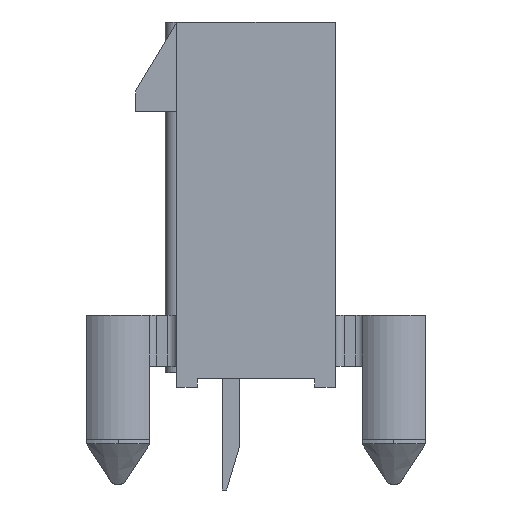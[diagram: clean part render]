
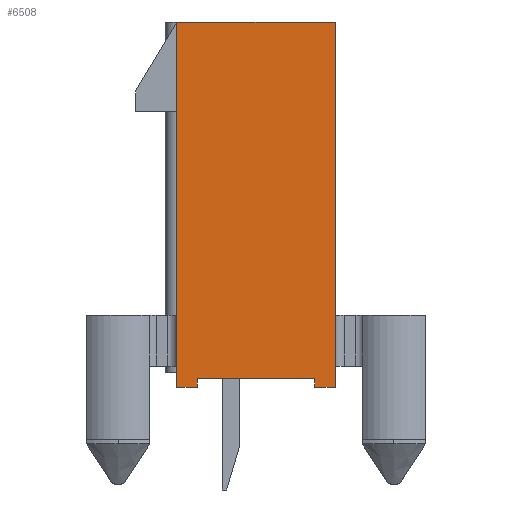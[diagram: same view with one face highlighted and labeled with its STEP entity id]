
A CAD part, left-side view. The second image highlights one B-rep face of the part: STEP entity #6508.
In plain terms, the highlighted planar face has unit normal (-1, 0, 0).
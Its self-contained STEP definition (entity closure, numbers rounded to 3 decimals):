
#258 = ORIENTED_EDGE ( 'NONE', *, *, #2339, .F. ) ;
#1094 = VERTEX_POINT ( 'NONE', #15060 ) ;
#1106 = EDGE_LOOP ( 'NONE', ( #4344, #4802, #5423, #9158, #258, #15428, #10140, #4493 ) ) ;
#1235 = DIRECTION ( 'NONE',  ( 0., 1., 0. ) ) ;
#1594 = VERTEX_POINT ( 'NONE', #11533 ) ;
#2208 = VECTOR ( 'NONE', #4218, 1000. ) ;
#2339 = EDGE_CURVE ( 'NONE', #18075, #2979, #7537, .T. ) ;
#2895 = LINE ( 'NONE', #5732, #12463 ) ;
#2979 = VERTEX_POINT ( 'NONE', #12669 ) ;
#4083 = LINE ( 'NONE', #13297, #12157 ) ;
#4177 = VECTOR ( 'NONE', #13448, 1000. ) ;
#4218 = DIRECTION ( 'NONE',  ( 0., -1., 0. ) ) ;
#4344 = ORIENTED_EDGE ( 'NONE', *, *, #5530, .T. ) ;
#4397 = EDGE_CURVE ( 'NONE', #8620, #8133, #13651, .T. ) ;
#4472 = DIRECTION ( 'NONE',  ( 0., -1., 0. ) ) ;
#4493 = ORIENTED_EDGE ( 'NONE', *, *, #10276, .T. ) ;
#4519 = DIRECTION ( 'NONE',  ( 0., 0., 1. ) ) ;
#4802 = ORIENTED_EDGE ( 'NONE', *, *, #4397, .F. ) ;
#4824 = DIRECTION ( 'NONE',  ( 0., 0., 1. ) ) ;
#4862 = FACE_OUTER_BOUND ( 'NONE', #1106, .T. ) ;
#5058 = DIRECTION ( 'NONE',  ( 0., 1., 0. ) ) ;
#5151 = CARTESIAN_POINT ( 'NONE',  ( -6.9, 0., 0. ) ) ;
#5423 = ORIENTED_EDGE ( 'NONE', *, *, #5438, .F. ) ;
#5438 = EDGE_CURVE ( 'NONE', #1094, #8620, #2895, .T. ) ;
#5530 = EDGE_CURVE ( 'NONE', #11672, #8133, #4083, .T. ) ;
#5732 = CARTESIAN_POINT ( 'NONE',  ( -6.9, -2.7, 0. ) ) ;
#5757 = CARTESIAN_POINT ( 'NONE',  ( -6.9, 2.7, 12.45 ) ) ;
#6508 = ADVANCED_FACE ( 'NONE', ( #4862 ), #9574, .F. ) ;
#7537 = LINE ( 'NONE', #5757, #2208 ) ;
#7798 = CARTESIAN_POINT ( 'NONE',  ( -6.9, 2., 0.3 ) ) ;
#7906 = VECTOR ( 'NONE', #4824, 1000. ) ;
#8101 = EDGE_CURVE ( 'NONE', #9129, #18075, #18293, .T. ) ;
#8133 = VERTEX_POINT ( 'NONE', #9339 ) ;
#8283 = CARTESIAN_POINT ( 'NONE',  ( -6.9, 2., 0. ) ) ;
#8620 = VERTEX_POINT ( 'NONE', #10246 ) ;
#9129 = VERTEX_POINT ( 'NONE', #9504 ) ;
#9158 = ORIENTED_EDGE ( 'NONE', *, *, #12398, .F. ) ;
#9339 = CARTESIAN_POINT ( 'NONE',  ( -6.9, -2., 0.3 ) ) ;
#9504 = CARTESIAN_POINT ( 'NONE',  ( -6.9, 2.7, 0. ) ) ;
#9511 = VECTOR ( 'NONE', #4519, 1000. ) ;
#9574 = PLANE ( 'NONE',  #14733 ) ;
#10140 = ORIENTED_EDGE ( 'NONE', *, *, #18989, .F. ) ;
#10246 = CARTESIAN_POINT ( 'NONE',  ( -6.9, -2., 0. ) ) ;
#10276 = EDGE_CURVE ( 'NONE', #1594, #11672, #11984, .T. ) ;
#11132 = DIRECTION ( 'NONE',  ( 1., 0., 0. ) ) ;
#11331 = CARTESIAN_POINT ( 'NONE',  ( -6.9, -2.7, 12.45 ) ) ;
#11470 = VECTOR ( 'NONE', #5058, 1000. ) ;
#11533 = CARTESIAN_POINT ( 'NONE',  ( -6.9, 2., 0. ) ) ;
#11672 = VERTEX_POINT ( 'NONE', #7798 ) ;
#11984 = LINE ( 'NONE', #17969, #9511 ) ;
#12157 = VECTOR ( 'NONE', #4472, 1000. ) ;
#12252 = CARTESIAN_POINT ( 'NONE',  ( -6.9, 2.7, 12.45 ) ) ;
#12398 = EDGE_CURVE ( 'NONE', #2979, #1094, #18827, .T. ) ;
#12463 = VECTOR ( 'NONE', #1235, 1000. ) ;
#12669 = CARTESIAN_POINT ( 'NONE',  ( -6.9, -2.7, 12.45 ) ) ;
#13163 = VECTOR ( 'NONE', #18725, 1000. ) ;
#13297 = CARTESIAN_POINT ( 'NONE',  ( -6.9, 2., 0.3 ) ) ;
#13448 = DIRECTION ( 'NONE',  ( 0., 0., 1. ) ) ;
#13554 = CARTESIAN_POINT ( 'NONE',  ( -6.9, -2., 0. ) ) ;
#13651 = LINE ( 'NONE', #13554, #4177 ) ;
#14101 = LINE ( 'NONE', #8283, #11470 ) ;
#14733 = AXIS2_PLACEMENT_3D ( 'NONE', #5151, #11132, #15586 ) ;
#15060 = CARTESIAN_POINT ( 'NONE',  ( -6.9, -2.7, 0. ) ) ;
#15428 = ORIENTED_EDGE ( 'NONE', *, *, #8101, .F. ) ;
#15586 = DIRECTION ( 'NONE',  ( 0., 0., 1. ) ) ;
#16839 = CARTESIAN_POINT ( 'NONE',  ( -6.9, 2.7, 0. ) ) ;
#17969 = CARTESIAN_POINT ( 'NONE',  ( -6.9, 2., 0. ) ) ;
#18075 = VERTEX_POINT ( 'NONE', #12252 ) ;
#18293 = LINE ( 'NONE', #16839, #7906 ) ;
#18725 = DIRECTION ( 'NONE',  ( 0., 0., -1. ) ) ;
#18827 = LINE ( 'NONE', #11331, #13163 ) ;
#18989 = EDGE_CURVE ( 'NONE', #1594, #9129, #14101, .T. ) ;
